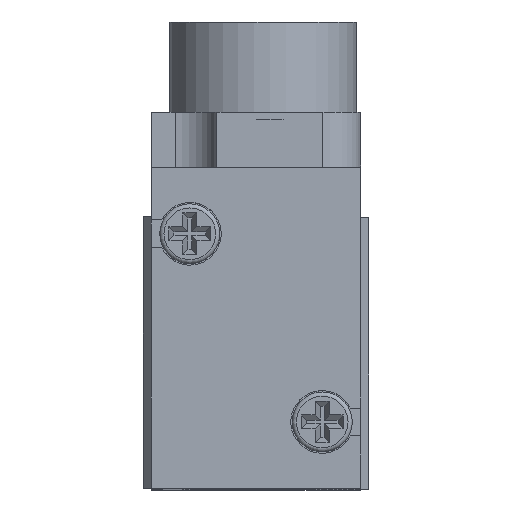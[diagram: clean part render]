
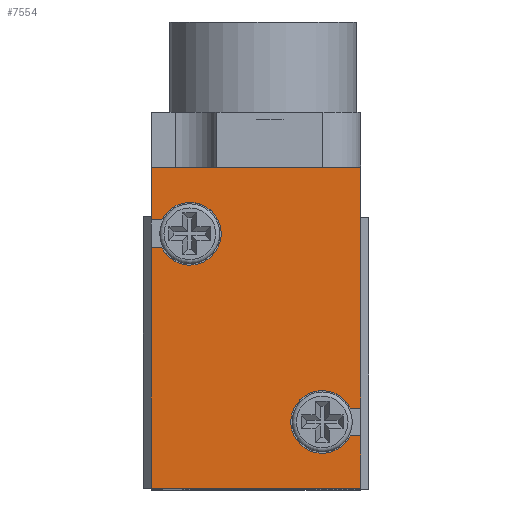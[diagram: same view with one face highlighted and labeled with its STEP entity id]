
A CAD part, top view. The second image highlights one B-rep face of the part: STEP entity #7554.
In plain terms, the highlighted planar face has unit normal (0, 0, 1).
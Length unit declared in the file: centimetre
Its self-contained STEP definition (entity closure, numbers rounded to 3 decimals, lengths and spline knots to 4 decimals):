
#185=PLANE($,#8094);
#534=FACE_OUTER_BOUND($,#1143,.T.);
#1143=EDGE_LOOP($,(#5828,#5829,#5830,#5831,#5832,#5833,#5834,#5835,#5836,
#5837,#5838,#5839));
#1719=LINE($,#11450,#2454);
#1723=LINE($,#11458,#2458);
#1727=LINE($,#11465,#2462);
#1729=LINE($,#11469,#2464);
#1732=LINE($,#11475,#2467);
#1735=LINE($,#11479,#2470);
#1736=LINE($,#11482,#2471);
#1737=LINE($,#11485,#2472);
#1738=LINE($,#11486,#2473);
#1739=LINE($,#11487,#2474);
#2454=VECTOR($,#9240,0.375);
#2458=VECTOR($,#9244,1.725);
#2462=VECTOR($,#9250,1.5);
#2464=VECTOR($,#9254,0.375);
#2467=VECTOR($,#9257,1.725);
#2470=VECTOR($,#9262,1.5);
#2471=VECTOR($,#9265,0.0734);
#2472=VECTOR($,#9268,0.0734);
#2473=VECTOR($,#9269,0.0734);
#2474=VECTOR($,#9270,0.0734);
#3107=CIRCLE($,#8086,0.225);
#3109=CIRCLE($,#8095,0.225);
#3501=VERTEX_POINT($,#11426);
#3502=VERTEX_POINT($,#11428);
#3509=VERTEX_POINT($,#11447);
#3510=VERTEX_POINT($,#11449);
#3513=VERTEX_POINT($,#11455);
#3514=VERTEX_POINT($,#11457);
#3516=VERTEX_POINT($,#11463);
#3517=VERTEX_POINT($,#11467);
#3519=VERTEX_POINT($,#11472);
#3520=VERTEX_POINT($,#11474);
#3521=VERTEX_POINT($,#11481);
#3522=VERTEX_POINT($,#11483);
#4370=EDGE_CURVE($,#3501,#3502,#3107,.T.);
#4380=EDGE_CURVE($,#3509,#3510,#1719,.T.);
#4384=EDGE_CURVE($,#3513,#3514,#1723,.T.);
#4388=EDGE_CURVE($,#3516,#3513,#1727,.T.);
#4390=EDGE_CURVE($,#3517,#3516,#1729,.T.);
#4393=EDGE_CURVE($,#3519,#3520,#1732,.T.);
#4396=EDGE_CURVE($,#3510,#3519,#1735,.T.);
#4397=EDGE_CURVE($,#3521,#3517,#1736,.T.);
#4398=EDGE_CURVE($,#3522,#3521,#3109,.T.);
#4399=EDGE_CURVE($,#3522,#3520,#1737,.T.);
#4400=EDGE_CURVE($,#3502,#3509,#1738,.T.);
#4401=EDGE_CURVE($,#3501,#3514,#1739,.T.);
#5828=ORIENTED_EDGE($,*,*,#4397,.F.);
#5829=ORIENTED_EDGE($,*,*,#4398,.F.);
#5830=ORIENTED_EDGE($,*,*,#4399,.T.);
#5831=ORIENTED_EDGE($,*,*,#4393,.F.);
#5832=ORIENTED_EDGE($,*,*,#4396,.F.);
#5833=ORIENTED_EDGE($,*,*,#4380,.F.);
#5834=ORIENTED_EDGE($,*,*,#4400,.F.);
#5835=ORIENTED_EDGE($,*,*,#4370,.F.);
#5836=ORIENTED_EDGE($,*,*,#4401,.T.);
#5837=ORIENTED_EDGE($,*,*,#4384,.F.);
#5838=ORIENTED_EDGE($,*,*,#4388,.F.);
#5839=ORIENTED_EDGE($,*,*,#4390,.F.);
#7554=ADVANCED_FACE($,(#534),#185,.T.);
#8086=AXIS2_PLACEMENT_3D($,#11429,#9222,#9223);
#8094=AXIS2_PLACEMENT_3D($,#11480,#9263,#9264);
#8095=AXIS2_PLACEMENT_3D($,#11484,#9266,#9267);
#9222=DIRECTION('center_axis',(0.,0.,1.));
#9223=DIRECTION('ref_axis',(1.,0.,0.));
#9240=DIRECTION($,(0.,1.,0.));
#9244=DIRECTION($,(0.,1.,0.));
#9250=DIRECTION($,(-1.,0.,0.));
#9254=DIRECTION($,(0.,-1.,0.));
#9257=DIRECTION($,(0.,-1.,0.));
#9262=DIRECTION($,(1.,0.,0.));
#9263=DIRECTION('center_axis',(0.,0.,1.));
#9264=DIRECTION('ref_axis',(1.,0.,0.));
#9265=DIRECTION($,(1.,0.,0.));
#9266=DIRECTION('center_axis',(0.,0.,1.));
#9267=DIRECTION('ref_axis',(1.,0.,0.));
#9268=DIRECTION($,(1.,0.,0.));
#9269=DIRECTION($,(-1.,0.,0.));
#9270=DIRECTION($,(-1.,0.,0.));
#11426=CARTESIAN_POINT('',(-0.7022,0.7013,3.225));
#11428=CARTESIAN_POINT('',(-0.7022,0.9013,3.225));
#11429=CARTESIAN_POINT('Origin',(-0.5006,0.8013,3.225));
#11447=CARTESIAN_POINT('',(-0.7756,0.9013,3.225));
#11449=CARTESIAN_POINT('',(-0.7756,1.2763,3.225));
#11450=CARTESIAN_POINT($,(-0.7756,-1.0237,3.225));
#11455=CARTESIAN_POINT('',(-0.7756,-1.0237,3.225));
#11457=CARTESIAN_POINT('',(-0.7756,0.7013,3.225));
#11458=CARTESIAN_POINT($,(-0.7756,-1.0237,3.225));
#11463=CARTESIAN_POINT('',(0.7244,-1.0237,3.225));
#11465=CARTESIAN_POINT($,(0.7244,-1.0237,3.225));
#11467=CARTESIAN_POINT('',(0.7244,-0.6487,3.225));
#11469=CARTESIAN_POINT($,(0.7244,-1.0237,3.225));
#11472=CARTESIAN_POINT('',(0.7244,1.2763,3.225));
#11474=CARTESIAN_POINT('',(0.7244,-0.4487,3.225));
#11475=CARTESIAN_POINT($,(0.7244,-1.0237,3.225));
#11479=CARTESIAN_POINT($,(0.7244,1.2763,3.225));
#11480=CARTESIAN_POINT('Origin',(-0.7756,1.2763,3.225));
#11481=CARTESIAN_POINT('',(0.6509,-0.6487,3.225));
#11482=CARTESIAN_POINT($,(0.6509,-0.6487,3.225));
#11483=CARTESIAN_POINT('',(0.6509,-0.4487,3.225));
#11484=CARTESIAN_POINT('Origin',(0.4494,-0.5487,3.225));
#11485=CARTESIAN_POINT($,(0.6509,-0.4487,3.225));
#11486=CARTESIAN_POINT($,(2.1243,0.9013,3.225));
#11487=CARTESIAN_POINT($,(2.1243,0.7013,3.225));
